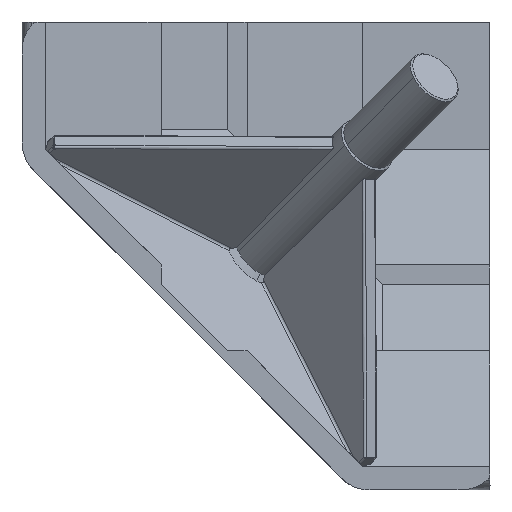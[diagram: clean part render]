
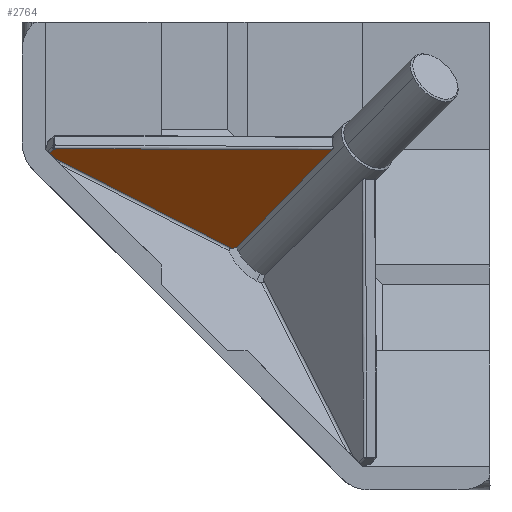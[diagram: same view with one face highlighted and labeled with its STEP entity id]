
A CAD part, left-side view. The second image highlights one B-rep face of the part: STEP entity #2764.
In plain terms, the highlighted planar face has unit normal (0.719, 0, 0.695).
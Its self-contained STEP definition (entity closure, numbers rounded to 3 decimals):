
#18 = CARTESIAN_POINT ( 'NONE',  ( 10.53, 37.249, -11.623 ) ) ;
#146 = DIRECTION ( 'NONE',  ( 0.567, 0.577, -0.587 ) ) ;
#148 = CARTESIAN_POINT ( 'NONE',  ( 9.765, 37.184, -10.831 ) ) ;
#149 = CARTESIAN_POINT ( 'NONE',  ( 17.94, 21.643, -19.294 ) ) ;
#207 = DIRECTION ( 'NONE',  ( -0.695, 0., 0.719 ) ) ;
#214 = DIRECTION ( 'NONE',  ( -0.719, 0., -0.695 ) ) ;
#246 = CARTESIAN_POINT ( 'NONE',  ( 9.708, 12.872, -10.769 ) ) ;
#264 = PLANE ( 'NONE',  #1192 ) ;
#669 = ORIENTED_EDGE ( 'NONE', *, *, #2275, .F. ) ;
#722 = VECTOR ( 'NONE', #1219, 1000. ) ;
#814 = ORIENTED_EDGE ( 'NONE', *, *, #1799, .F. ) ;
#912 = CARTESIAN_POINT ( 'NONE',  ( 9.765, 37.184, -10.831 ) ) ;
#1023 = EDGE_CURVE ( 'NONE', #3734, #3822, #1353, .T. ) ;
#1085 = CARTESIAN_POINT ( 'NONE',  ( 9.843, 13.487, -10.908 ) ) ;
#1192 = AXIS2_PLACEMENT_3D ( 'NONE', #246, #214, #207 ) ;
#1208 = CARTESIAN_POINT ( 'NONE',  ( 9.83, 38.673, -10.898 ) ) ;
#1219 = DIRECTION ( 'NONE',  ( -0.003, 1., 0.003 ) ) ;
#1224 = DIRECTION ( 'NONE',  ( 0.401, -0.816, -0.415 ) ) ;
#1225 = CARTESIAN_POINT ( 'NONE',  ( 9.843, 13.487, -10.908 ) ) ;
#1353 = LINE ( 'NONE', #148, #2329 ) ;
#1539 = VERTEX_POINT ( 'NONE', #149 ) ;
#1569 = CARTESIAN_POINT ( 'NONE',  ( 9.843, 13.487, -10.908 ) ) ;
#1572 = CARTESIAN_POINT ( 'NONE',  ( 12.54, 16.208, -13.703 ) ) ;
#1587 = CARTESIAN_POINT ( 'NONE',  ( 17.94, 21.643, -19.294 ) ) ;
#1603 = CARTESIAN_POINT ( 'NONE',  ( 15.239, 18.927, -16.498 ) ) ;
#1744 = EDGE_CURVE ( 'NONE', #1539, #3098, #2669, .T. ) ;
#1799 = EDGE_CURVE ( 'NONE', #3822, #4192, #2625, .T. ) ;
#2004 = EDGE_LOOP ( 'NONE', ( #4220, #669, #3421, #2863, #814, #3364 ) ) ;
#2082 = LINE ( 'NONE', #1208, #2575 ) ;
#2146 = VECTOR ( 'NONE', #3518, 1000. ) ;
#2275 = EDGE_CURVE ( 'NONE', #1539, #3717, #3233, .T. ) ;
#2329 = VECTOR ( 'NONE', #146, 1000. ) ;
#2447 = EDGE_CURVE ( 'NONE', #3717, #3734, #3105, .T. ) ;
#2465 = EDGE_CURVE ( 'NONE', #4192, #3098, #2082, .T. ) ;
#2575 = VECTOR ( 'NONE', #1224, 1000. ) ;
#2625 = LINE ( 'NONE', #3533, #2146 ) ;
#2669 = B_SPLINE_CURVE_WITH_KNOTS ( 'NONE', 3,
 ( #3897, #3895, #3887, #3879 ),
 .UNSPECIFIED., .F., .F.,
 ( 4, 4 ),
 ( 0., 1. ),
 .UNSPECIFIED. ) ;
#2764 = ADVANCED_FACE ( 'NONE', ( #4048 ), #264, .F. ) ;
#2790 = CARTESIAN_POINT ( 'NONE',  ( 10.183, 37.609, -11.263 ) ) ;
#2863 = ORIENTED_EDGE ( 'NONE', *, *, #2465, .F. ) ;
#3023 = CARTESIAN_POINT ( 'NONE',  ( 17.983, 22.081, -19.338 ) ) ;
#3098 = VERTEX_POINT ( 'NONE', #3023 ) ;
#3105 = LINE ( 'NONE', #1225, #722 ) ;
#3233 = B_SPLINE_CURVE_WITH_KNOTS ( 'NONE', 3,
 ( #1587, #1603, #1572, #1569 ),
 .UNSPECIFIED., .F., .F.,
 ( 4, 4 ),
 ( 0., 1. ),
 .UNSPECIFIED. ) ;
#3364 = ORIENTED_EDGE ( 'NONE', *, *, #1023, .F. ) ;
#3421 = ORIENTED_EDGE ( 'NONE', *, *, #1744, .T. ) ;
#3518 = DIRECTION ( 'NONE',  ( 0.564, -0.584, -0.584 ) ) ;
#3533 = CARTESIAN_POINT ( 'NONE',  ( 10.183, 37.609, -11.263 ) ) ;
#3717 = VERTEX_POINT ( 'NONE', #1085 ) ;
#3734 = VERTEX_POINT ( 'NONE', #912 ) ;
#3822 = VERTEX_POINT ( 'NONE', #2790 ) ;
#3879 = CARTESIAN_POINT ( 'NONE',  ( 17.983, 22.081, -19.338 ) ) ;
#3887 = CARTESIAN_POINT ( 'NONE',  ( 17.968, 21.935, -19.323 ) ) ;
#3895 = CARTESIAN_POINT ( 'NONE',  ( 17.954, 21.789, -19.309 ) ) ;
#3897 = CARTESIAN_POINT ( 'NONE',  ( 17.94, 21.643, -19.294 ) ) ;
#4048 = FACE_OUTER_BOUND ( 'NONE', #2004, .T. ) ;
#4192 = VERTEX_POINT ( 'NONE', #18 ) ;
#4220 = ORIENTED_EDGE ( 'NONE', *, *, #2447, .F. ) ;
